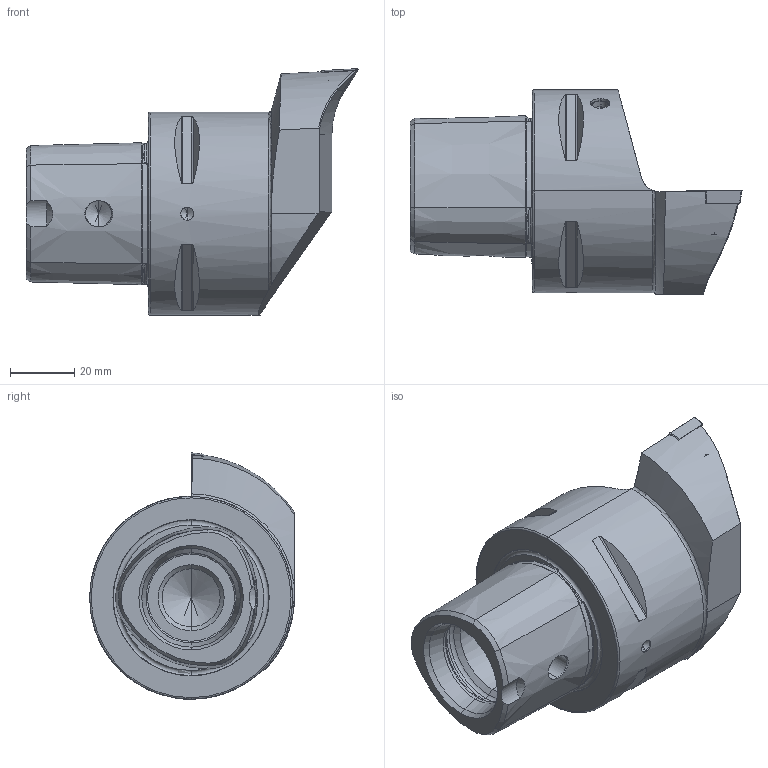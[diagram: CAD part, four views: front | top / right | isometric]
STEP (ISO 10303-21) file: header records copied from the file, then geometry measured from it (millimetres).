
FILE_DESCRIPTION (( 'STEP AP203' ), '1' );
FILE_NAME ('PS6-KDB.LJA.065.STEP', '2012-05-23T06:43:15', ( 'baer' ), ( 'Hewlett-Packard Company' ), 'SwSTEP 2.0', 'SolidWorks 2012', '' );
FILE_SCHEMA (( 'CONFIG_CONTROL_DESIGN' ));
Length unit declared in the file: millimetre
Products named in the file (5): PS6-KDB.LJA.065; KVT_MB_600_060; DCMT11T304; WCB-ER2.001.009_A; PS6-KDB.LJA.065_A
Assembly tree (4 placements, depth 2):
  PS6-KDB.LJA.065
    PS6-KDB.LJA.065_A
    WCB-ER2.001.009_A
    DCMT11T304
    KVT_MB_600_060
Bounding box: 103.01 x 63.55 x 76.5 mm (x, y, z)
Volume: 158650.7 mm3; surface area: 27986.4 mm2
Topology: 5 solids, 5 shells, 271 faces, 658 edges, 391 vertices
Faces by surface type: cone 94, cylinder 68, plane 52, torus 35, bspline 18, sphere 4
Entity records: 9645 total; most frequent: CARTESIAN_POINT 3173, ORIENTED_EDGE 1278, DIRECTION 1216, EDGE_CURVE 639, AXIS2_PLACEMENT_3D 499, VERTEX_POINT 388, EDGE_LOOP 289, FACE_OUTER_BOUND 271
